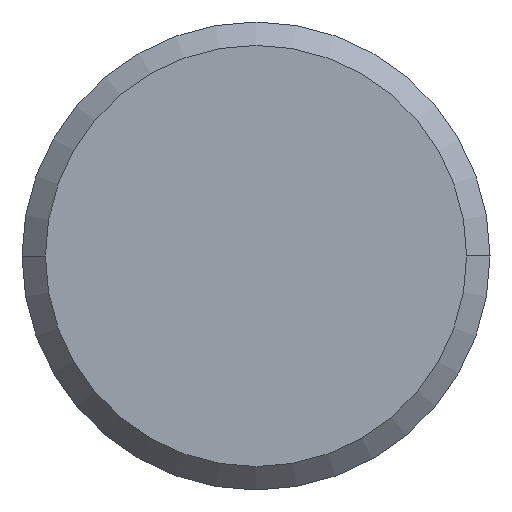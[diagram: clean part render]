
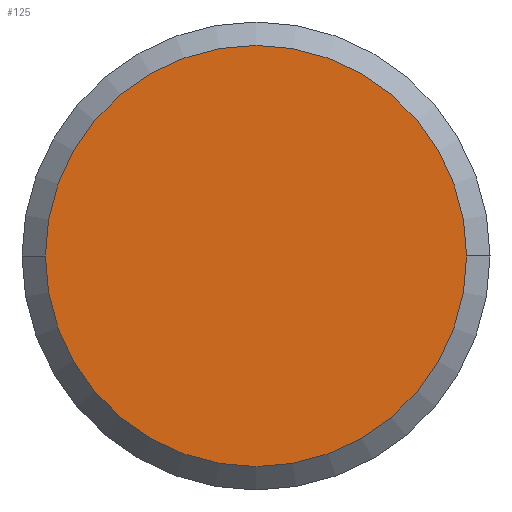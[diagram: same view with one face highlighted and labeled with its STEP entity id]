
A CAD part, left-side view. The second image highlights one B-rep face of the part: STEP entity #125.
In plain terms, the highlighted planar face has unit normal (-1, 0, 0).
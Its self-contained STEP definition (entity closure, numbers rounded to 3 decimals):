
#16 = FACE_OUTER_BOUND ( 'NONE', #114, .T. ) ;
#18 = DIRECTION ( 'NONE',  ( 1., 0., 0. ) ) ;
#25 = AXIS2_PLACEMENT_3D ( 'NONE', #200, #233, #197 ) ;
#33 = VERTEX_POINT ( 'NONE', #127 ) ;
#35 = DIRECTION ( 'NONE',  ( 0., -1., 0. ) ) ;
#36 = EDGE_CURVE ( 'NONE', #216, #33, #227, .T. ) ;
#42 = DIRECTION ( 'NONE',  ( 0., 1., 0. ) ) ;
#58 = CARTESIAN_POINT ( 'NONE',  ( 0., 0., 0. ) ) ;
#105 = AXIS2_PLACEMENT_3D ( 'NONE', #58, #113, #35 ) ;
#113 = DIRECTION ( 'NONE',  ( -1., 0., 0. ) ) ;
#114 = EDGE_LOOP ( 'NONE', ( #238, #213 ) ) ;
#125 = ADVANCED_FACE ( 'NONE', ( #16 ), #180, .T. ) ;
#127 = CARTESIAN_POINT ( 'NONE',  ( 0., 4.5, 0. ) ) ;
#180 = PLANE ( 'NONE',  #105 ) ;
#183 = CARTESIAN_POINT ( 'NONE',  ( 0., -4.5, 0. ) ) ;
#185 = CARTESIAN_POINT ( 'NONE',  ( 0., 0., 0. ) ) ;
#190 = EDGE_CURVE ( 'NONE', #33, #216, #229, .T. ) ;
#195 = AXIS2_PLACEMENT_3D ( 'NONE', #185, #18, #42 ) ;
#197 = DIRECTION ( 'NONE',  ( 0., 1., 0. ) ) ;
#200 = CARTESIAN_POINT ( 'NONE',  ( 0., 0., 0. ) ) ;
#213 = ORIENTED_EDGE ( 'NONE', *, *, #36, .F. ) ;
#216 = VERTEX_POINT ( 'NONE', #183 ) ;
#227 = CIRCLE ( 'NONE', #25, 4.5 ) ;
#229 = CIRCLE ( 'NONE', #195, 4.5 ) ;
#233 = DIRECTION ( 'NONE',  ( 1., 0., 0. ) ) ;
#238 = ORIENTED_EDGE ( 'NONE', *, *, #190, .F. ) ;
